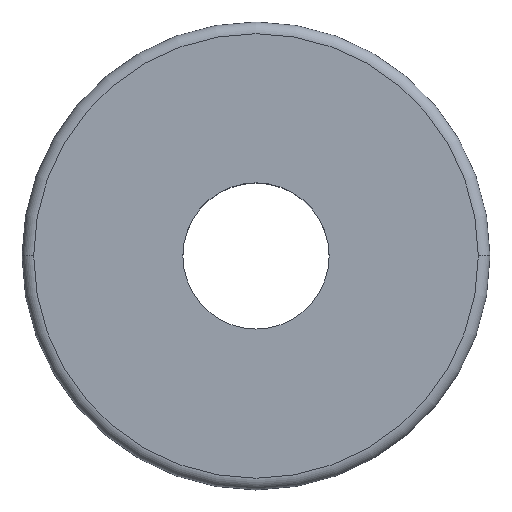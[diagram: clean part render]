
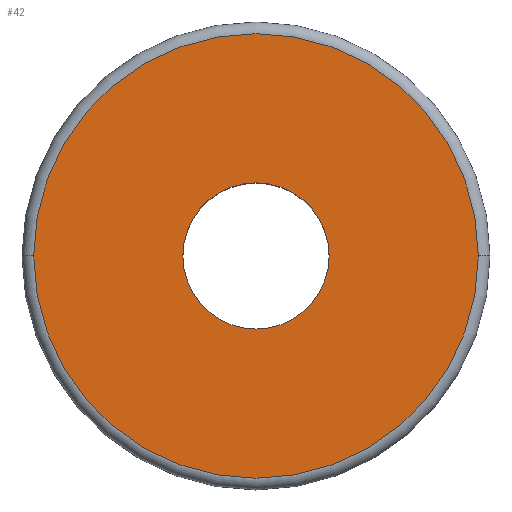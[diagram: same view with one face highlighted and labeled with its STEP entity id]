
A CAD part, top view. The second image highlights one B-rep face of the part: STEP entity #42.
In plain terms, the highlighted planar face has unit normal (0, 0, 1).
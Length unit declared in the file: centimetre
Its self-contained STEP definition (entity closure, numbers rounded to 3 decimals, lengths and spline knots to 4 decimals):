
#38 = AXIS2_PLACEMENT_3D ( 'NONE', #395, #255, #397 ) ;
#42 = ADVANCED_FACE ( 'NONE', ( #98, #435 ), #252, .T. ) ;
#48 = DIRECTION ( 'NONE',  ( 0., 0., 1. ) ) ;
#68 = ORIENTED_EDGE ( 'NONE', *, *, #166, .T. ) ;
#69 = AXIS2_PLACEMENT_3D ( 'NONE', #132, #402, #366 ) ;
#76 = DIRECTION ( 'NONE',  ( 0., 0., 1. ) ) ;
#81 = ORIENTED_EDGE ( 'NONE', *, *, #113, .F. ) ;
#83 = CARTESIAN_POINT ( 'NONE',  ( -4.826, 0., 0. ) ) ;
#84 = VERTEX_POINT ( 'NONE', #339 ) ;
#88 = CIRCLE ( 'NONE', #355, 4.826 ) ;
#98 = FACE_BOUND ( 'NONE', #211, .T. ) ;
#110 = CIRCLE ( 'NONE', #230, 1.5875 ) ;
#113 = EDGE_CURVE ( 'NONE', #84, #467, #110, .T. ) ;
#120 = VERTEX_POINT ( 'NONE', #83 ) ;
#132 = CARTESIAN_POINT ( 'NONE',  ( 0., 0., 0. ) ) ;
#146 = DIRECTION ( 'NONE',  ( 1., 0., 0. ) ) ;
#152 = CARTESIAN_POINT ( 'NONE',  ( 0., 0., 0. ) ) ;
#154 = DIRECTION ( 'NONE',  ( 1., 0., 0. ) ) ;
#160 = EDGE_CURVE ( 'NONE', #467, #84, #241, .T. ) ;
#164 = CIRCLE ( 'NONE', #69, 4.826 ) ;
#166 = EDGE_CURVE ( 'NONE', #120, #360, #88, .T. ) ;
#187 = CARTESIAN_POINT ( 'NONE',  ( 0., 0., 0. ) ) ;
#208 = CARTESIAN_POINT ( 'NONE',  ( 1.5875, 0., 0. ) ) ;
#211 = EDGE_LOOP ( 'NONE', ( #274, #81 ) ) ;
#230 = AXIS2_PLACEMENT_3D ( 'NONE', #152, #76, #264 ) ;
#241 = CIRCLE ( 'NONE', #302, 1.5875 ) ;
#252 = PLANE ( 'NONE',  #38 ) ;
#255 = DIRECTION ( 'NONE',  ( 0., 0., 1. ) ) ;
#264 = DIRECTION ( 'NONE',  ( 1., 0., 0. ) ) ;
#274 = ORIENTED_EDGE ( 'NONE', *, *, #160, .F. ) ;
#289 = CARTESIAN_POINT ( 'NONE',  ( 4.826, 0., 0. ) ) ;
#302 = AXIS2_PLACEMENT_3D ( 'NONE', #187, #373, #154 ) ;
#312 = ORIENTED_EDGE ( 'NONE', *, *, #450, .T. ) ;
#339 = CARTESIAN_POINT ( 'NONE',  ( -1.5875, 0., 0. ) ) ;
#355 = AXIS2_PLACEMENT_3D ( 'NONE', #414, #48, #146 ) ;
#360 = VERTEX_POINT ( 'NONE', #289 ) ;
#366 = DIRECTION ( 'NONE',  ( 1., 0., 0. ) ) ;
#373 = DIRECTION ( 'NONE',  ( 0., 0., 1. ) ) ;
#395 = CARTESIAN_POINT ( 'NONE',  ( 0., 0., 0. ) ) ;
#397 = DIRECTION ( 'NONE',  ( 1., 0., 0. ) ) ;
#402 = DIRECTION ( 'NONE',  ( 0., 0., 1. ) ) ;
#414 = CARTESIAN_POINT ( 'NONE',  ( 0., 0., 0. ) ) ;
#435 = FACE_OUTER_BOUND ( 'NONE', #441, .T. ) ;
#441 = EDGE_LOOP ( 'NONE', ( #312, #68 ) ) ;
#450 = EDGE_CURVE ( 'NONE', #360, #120, #164, .T. ) ;
#467 = VERTEX_POINT ( 'NONE', #208 ) ;
